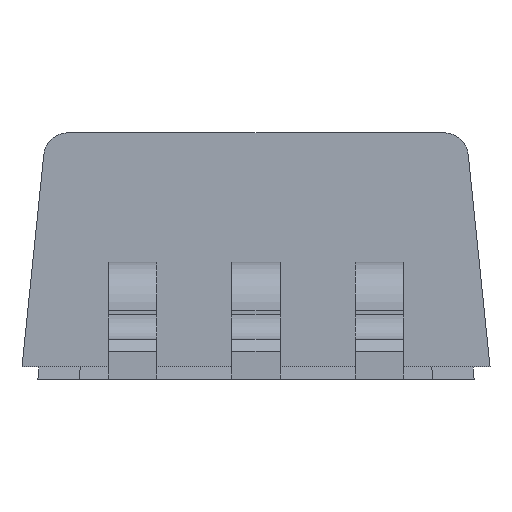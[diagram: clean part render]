
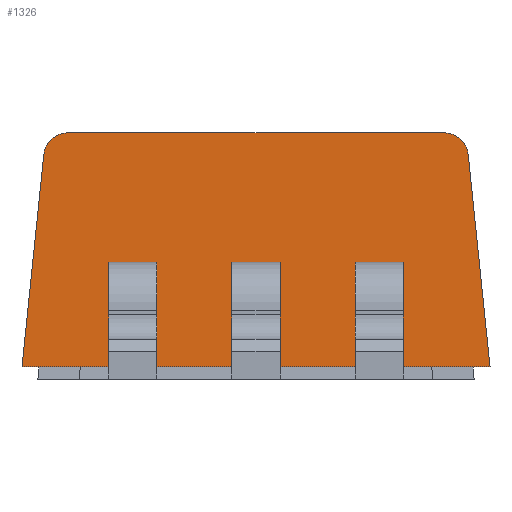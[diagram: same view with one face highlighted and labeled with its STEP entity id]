
A CAD part, front view. The second image highlights one B-rep face of the part: STEP entity #1326.
In plain terms, the highlighted planar face has unit normal (0, -1, 0).
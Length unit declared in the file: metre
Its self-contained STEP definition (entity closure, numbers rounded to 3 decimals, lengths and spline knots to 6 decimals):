
#73=CIRCLE('',#1488,0.0005);
#74=CIRCLE('',#1489,0.0005);
#397=ORIENTED_EDGE('',*,*,#609,.T.);
#398=ORIENTED_EDGE('',*,*,#610,.T.);
#399=ORIENTED_EDGE('',*,*,#611,.F.);
#400=ORIENTED_EDGE('',*,*,#612,.T.);
#401=ORIENTED_EDGE('',*,*,#613,.T.);
#402=ORIENTED_EDGE('',*,*,#614,.T.);
#609=EDGE_CURVE('',#740,#741,#890,.F.);
#610=EDGE_CURVE('',#741,#742,#73,.F.);
#611=EDGE_CURVE('',#743,#742,#891,.T.);
#612=EDGE_CURVE('',#743,#744,#74,.F.);
#613=EDGE_CURVE('',#744,#745,#892,.T.);
#614=EDGE_CURVE('',#745,#740,#893,.T.);
#740=VERTEX_POINT('',#2220);
#741=VERTEX_POINT('',#2221);
#742=VERTEX_POINT('',#2223);
#743=VERTEX_POINT('',#2225);
#744=VERTEX_POINT('',#2227);
#745=VERTEX_POINT('',#2229);
#890=LINE('',#2219,#1041);
#891=LINE('',#2224,#1042);
#892=LINE('',#2228,#1043);
#893=LINE('',#2230,#1044);
#1041=VECTOR('',#1828,1.);
#1042=VECTOR('',#1831,1.);
#1043=VECTOR('',#1834,1.);
#1044=VECTOR('',#1835,1.);
#1120=EDGE_LOOP('',(#397,#398,#399,#400,#401,#402));
#1195=FACE_BOUND('',#1120,.T.);
#1258=PLANE('',#1487);
#1326=ADVANCED_FACE('',(#1195),#1258,.F.);
#1487=AXIS2_PLACEMENT_3D('',#2218,#1826,#1827);
#1488=AXIS2_PLACEMENT_3D('',#2222,#1829,#1830);
#1489=AXIS2_PLACEMENT_3D('',#2226,#1832,#1833);
#1826=DIRECTION('',(0.,1.,0.));
#1827=DIRECTION('',(-1.,0.,0.));
#1828=DIRECTION('',(0.102,0.,-0.995));
#1829=DIRECTION('',(0.,1.,0.));
#1830=DIRECTION('',(-1.,0.,0.));
#1831=DIRECTION('',(1.,0.,0.));
#1832=DIRECTION('',(0.,1.,0.));
#1833=DIRECTION('',(-1.,0.,0.));
#1834=DIRECTION('',(-0.102,0.,-0.995));
#1835=DIRECTION('',(1.,0.,0.));
#2218=CARTESIAN_POINT('',(0.,-0.004826,0.00508));
#2219=CARTESIAN_POINT('',(0.004826,-0.004826,0.000254));
#2220=CARTESIAN_POINT('',(0.004826,-0.004826,0.000254));
#2221=CARTESIAN_POINT('',(0.004377,-0.004826,0.004631));
#2222=CARTESIAN_POINT('',(0.003879,-0.004826,0.00458));
#2223=CARTESIAN_POINT('',(0.003879,-0.004826,0.00508));
#2224=CARTESIAN_POINT('',(0.,-0.004826,0.00508));
#2225=CARTESIAN_POINT('',(-0.003879,-0.004826,0.00508));
#2226=CARTESIAN_POINT('',(-0.003879,-0.004826,0.00458));
#2227=CARTESIAN_POINT('',(-0.004377,-0.004826,0.004631));
#2228=CARTESIAN_POINT('',(-0.004331,-0.004826,0.00508));
#2229=CARTESIAN_POINT('',(-0.004826,-0.004826,0.000254));
#2230=CARTESIAN_POINT('',(0.,-0.004826,0.000254));
